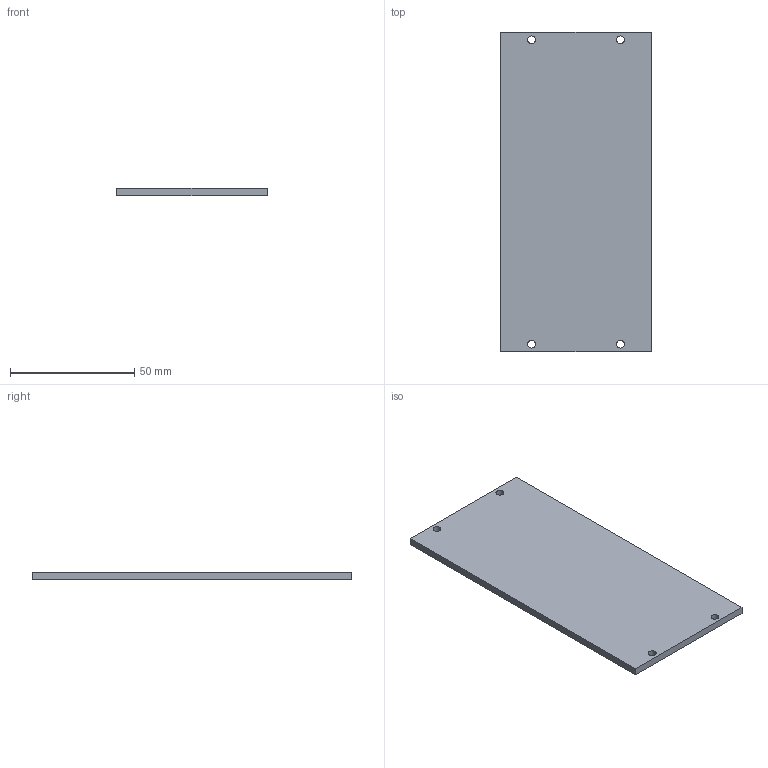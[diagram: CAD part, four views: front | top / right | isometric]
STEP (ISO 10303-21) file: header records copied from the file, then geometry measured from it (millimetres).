
FILE_DESCRIPTION(/* description */ ('Unknown'),/* implementation_level */ '2;1');
FILE_NAME(/* name */ 'VCA_face_plate',/* time_stamp */ '2018-11-17T20:25:19+00:00',/* author */ ('Unknown'),/* organization */ ('Unknown'),/* preprocessor_version */ 'ST-DEVELOPER v16.7',/* originating_system */ 'DEX',/* authorisation */ $);
FILE_SCHEMA (('AUTOMOTIVE_DESIGN {1 0 10303 214 3 1 1}'));
Length unit declared in the file: millimetre
Products named in the file (1): VCA
Bounding box: 60.6 x 128.5 x 3 mm (x, y, z)
Volume: 23264.8 mm3; surface area: 16765.1 mm2
Topology: 1 solids, 1 shells, 10 faces, 27 edges, 19 vertices
Faces by surface type: plane 6, cylinder 4
Full cylindrical faces by diameter (mm): 3.2 x4
Entity records: 322 total; most frequent: DIRECTION 50, CARTESIAN_POINT 47, ORIENTED_EDGE 40, EDGE_LOOP 22, FACE_BOUND 22, EDGE_CURVE 20, AXIS2_PLACEMENT_3D 19, VERTEX_POINT 16
